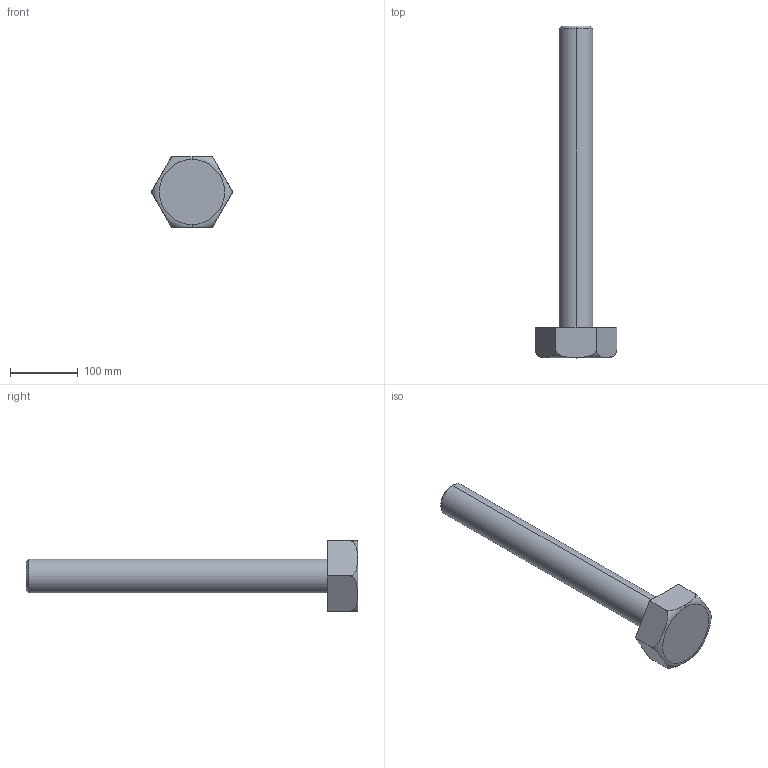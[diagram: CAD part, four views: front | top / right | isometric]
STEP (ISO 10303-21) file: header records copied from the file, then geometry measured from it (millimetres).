
FILE_DESCRIPTION (( 'STEP AP214' ), '1' );
FILE_NAME ('hexagonal-bolt.STEP', '2025-07-13T18:38:22', ( '' ), ( '' ), 'SwSTEP 2.0', 'SolidWorks 2025', '' );
FILE_SCHEMA (( 'AUTOMOTIVE_DESIGN' ));
Length unit declared in the file: millimetre
Products named in the file (1): hexagonal-bolt
Bounding box: 120.09 x 490 x 104 mm (x, y, z)
Volume: 1291939.1 mm3; surface area: 103757.4 mm2
Topology: 1 solids, 1 shells, 15 faces, 34 edges, 22 vertices
Faces by surface type: plane 9, cone 2, torus 2, cylinder 2
Entity records: 765 total; most frequent: CARTESIAN_POINT 408, DIRECTION 68, ORIENTED_EDGE 68, EDGE_CURVE 34, AXIS2_PLACEMENT_3D 26, VERTEX_POINT 22, VECTOR 16, LINE 16
